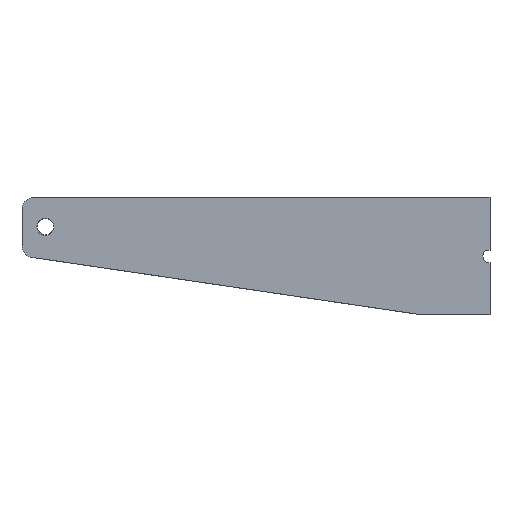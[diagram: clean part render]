
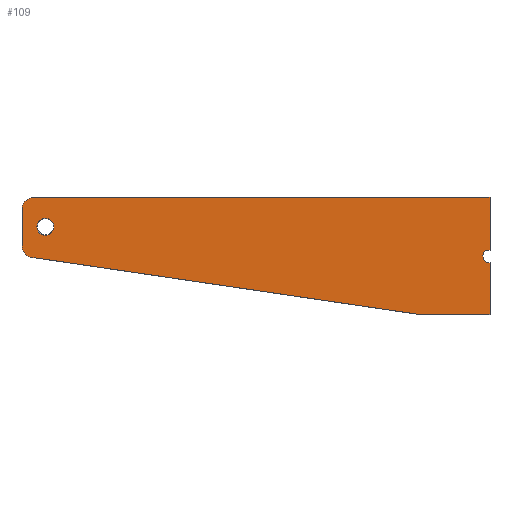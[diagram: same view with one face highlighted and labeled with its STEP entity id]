
A CAD part, top view. The second image highlights one B-rep face of the part: STEP entity #109.
In plain terms, the highlighted planar face has unit normal (0, 0, 1).
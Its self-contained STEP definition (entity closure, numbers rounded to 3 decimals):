
#6 = EDGE_CURVE ( 'NONE', #727, #1111, #566, .T. ) ;
#17 = CARTESIAN_POINT ( 'NONE',  ( -0.635, -4.318, 20. ) ) ;
#29 = DIRECTION ( 'NONE',  ( 0., -1., 0. ) ) ;
#38 = CIRCLE ( 'NONE', #1094, 3. ) ;
#45 = CARTESIAN_POINT ( 'NONE',  ( 0., 0., 20. ) ) ;
#46 = EDGE_CURVE ( 'NONE', #67, #740, #708, .T. ) ;
#55 = ORIENTED_EDGE ( 'NONE', *, *, #61, .F. ) ;
#58 = VERTEX_POINT ( 'NONE', #1069 ) ;
#61 = EDGE_CURVE ( 'NONE', #58, #885, #370, .T. ) ;
#67 = VERTEX_POINT ( 'NONE', #622 ) ;
#70 = CARTESIAN_POINT ( 'NONE',  ( -195., 50., 20. ) ) ;
#91 = EDGE_CURVE ( 'NONE', #894, #903, #815, .T. ) ;
#99 = VERTEX_POINT ( 'NONE', #472 ) ;
#101 = CARTESIAN_POINT ( 'NONE',  ( -200., 45., 20. ) ) ;
#106 = DIRECTION ( 'NONE',  ( 0., 0., 1. ) ) ;
#109 = ADVANCED_FACE ( 'NONE', ( #634, #886 ), #822, .T. ) ;
#110 = EDGE_CURVE ( 'NONE', #58, #903, #428, .T. ) ;
#114 = CARTESIAN_POINT ( 'NONE',  ( -200., 0., 20. ) ) ;
#116 = DIRECTION ( 'NONE',  ( 0., 0., 1. ) ) ;
#168 = DIRECTION ( 'NONE',  ( 1., 0., 0. ) ) ;
#201 = EDGE_CURVE ( 'NONE', #99, #439, #38, .T. ) ;
#222 = ORIENTED_EDGE ( 'NONE', *, *, #1075, .F. ) ;
#239 = LINE ( 'NONE', #590, #487 ) ;
#254 = EDGE_CURVE ( 'NONE', #439, #67, #887, .T. ) ;
#272 = DIRECTION ( 'NONE',  ( 0., 1., 0. ) ) ;
#282 = DIRECTION ( 'NONE',  ( -0.989, 0.145, 0. ) ) ;
#311 = CARTESIAN_POINT ( 'NONE',  ( -195., 29.318, 20. ) ) ;
#313 = DIRECTION ( 'NONE',  ( 0., 0., 1. ) ) ;
#345 = ORIENTED_EDGE ( 'NONE', *, *, #733, .T. ) ;
#364 = DIRECTION ( 'NONE',  ( 1., 0., 0. ) ) ;
#370 = LINE ( 'NONE', #114, #868 ) ;
#387 = ORIENTED_EDGE ( 'NONE', *, *, #201, .F. ) ;
#394 = DIRECTION ( 'NONE',  ( 0., 0., 1. ) ) ;
#428 = CIRCLE ( 'NONE', #502, 5. ) ;
#439 = VERTEX_POINT ( 'NONE', #1070 ) ;
#453 = DIRECTION ( 'NONE',  ( 1., 0., 0. ) ) ;
#458 = CARTESIAN_POINT ( 'NONE',  ( 0., 0., 20. ) ) ;
#472 = CARTESIAN_POINT ( 'NONE',  ( -1.658, 27.5, 20. ) ) ;
#474 = CARTESIAN_POINT ( 'NONE',  ( 0., 27.5, 20. ) ) ;
#487 = VECTOR ( 'NONE', #942, 1000. ) ;
#502 = AXIS2_PLACEMENT_3D ( 'NONE', #311, #394, #660 ) ;
#506 = AXIS2_PLACEMENT_3D ( 'NONE', #771, #1117, #1065 ) ;
#552 = CARTESIAN_POINT ( 'NONE',  ( -193.625, 37.5, 20. ) ) ;
#554 = CARTESIAN_POINT ( 'NONE',  ( -190., 37.5, 20. ) ) ;
#566 = LINE ( 'NONE', #736, #957 ) ;
#568 = LINE ( 'NONE', #474, #595 ) ;
#576 = AXIS2_PLACEMENT_3D ( 'NONE', #918, #938, #1102 ) ;
#578 = ORIENTED_EDGE ( 'NONE', *, *, #951, .T. ) ;
#580 = EDGE_CURVE ( 'NONE', #894, #740, #239, .T. ) ;
#590 = CARTESIAN_POINT ( 'NONE',  ( 0., 0., 20. ) ) ;
#595 = VECTOR ( 'NONE', #731, 1000. ) ;
#599 = EDGE_LOOP ( 'NONE', ( #870, #222 ) ) ;
#611 = EDGE_LOOP ( 'NONE', ( #787, #578, #55, #667, #790, #881, #755, #1003, #387, #769, #345 ) ) ;
#622 = CARTESIAN_POINT ( 'NONE',  ( 0., 22., 20. ) ) ;
#634 = FACE_BOUND ( 'NONE', #599, .T. ) ;
#647 = CARTESIAN_POINT ( 'NONE',  ( 0., 27.5, 20. ) ) ;
#658 = VERTEX_POINT ( 'NONE', #726 ) ;
#660 = DIRECTION ( 'NONE',  ( 1., 0., 0. ) ) ;
#667 = ORIENTED_EDGE ( 'NONE', *, *, #110, .T. ) ;
#680 = DIRECTION ( 'NONE',  ( 0., 1., 0. ) ) ;
#707 = VERTEX_POINT ( 'NONE', #552 ) ;
#708 = LINE ( 'NONE', #458, #850 ) ;
#718 = CARTESIAN_POINT ( 'NONE',  ( 0., 50., 20. ) ) ;
#726 = CARTESIAN_POINT ( 'NONE',  ( -186.375, 37.5, 20. ) ) ;
#727 = VERTEX_POINT ( 'NONE', #70 ) ;
#731 = DIRECTION ( 'NONE',  ( 1., 0., 0. ) ) ;
#733 = EDGE_CURVE ( 'NONE', #1092, #1111, #849, .T. ) ;
#736 = CARTESIAN_POINT ( 'NONE',  ( 0., 50., 20. ) ) ;
#740 = VERTEX_POINT ( 'NONE', #1113 ) ;
#745 = CARTESIAN_POINT ( 'NONE',  ( 0., 0., 20. ) ) ;
#755 = ORIENTED_EDGE ( 'NONE', *, *, #46, .F. ) ;
#759 = CIRCLE ( 'NONE', #1055, 5. ) ;
#769 = ORIENTED_EDGE ( 'NONE', *, *, #1050, .T. ) ;
#771 = CARTESIAN_POINT ( 'NONE',  ( -190., 37.5, 20. ) ) ;
#775 = CARTESIAN_POINT ( 'NONE',  ( -30., 0., 20. ) ) ;
#787 = ORIENTED_EDGE ( 'NONE', *, *, #6, .F. ) ;
#788 = CARTESIAN_POINT ( 'NONE',  ( -195.727, 24.372, 20. ) ) ;
#790 = ORIENTED_EDGE ( 'NONE', *, *, #91, .F. ) ;
#815 = LINE ( 'NONE', #17, #1033 ) ;
#822 = PLANE ( 'NONE',  #940 ) ;
#841 = CARTESIAN_POINT ( 'NONE',  ( 0., 25., 20. ) ) ;
#844 = EDGE_CURVE ( 'NONE', #658, #707, #923, .T. ) ;
#849 = LINE ( 'NONE', #745, #872 ) ;
#850 = VECTOR ( 'NONE', #29, 1000. ) ;
#868 = VECTOR ( 'NONE', #272, 1000. ) ;
#870 = ORIENTED_EDGE ( 'NONE', *, *, #844, .F. ) ;
#872 = VECTOR ( 'NONE', #680, 1000. ) ;
#874 = CARTESIAN_POINT ( 'NONE',  ( -195., 45., 20. ) ) ;
#881 = ORIENTED_EDGE ( 'NONE', *, *, #580, .T. ) ;
#885 = VERTEX_POINT ( 'NONE', #101 ) ;
#886 = FACE_OUTER_BOUND ( 'NONE', #611, .T. ) ;
#887 = CIRCLE ( 'NONE', #576, 3. ) ;
#894 = VERTEX_POINT ( 'NONE', #775 ) ;
#903 = VERTEX_POINT ( 'NONE', #788 ) ;
#908 = CIRCLE ( 'NONE', #1017, 3.625 ) ;
#918 = CARTESIAN_POINT ( 'NONE',  ( 0., 25., 20. ) ) ;
#923 = CIRCLE ( 'NONE', #506, 3.625 ) ;
#938 = DIRECTION ( 'NONE',  ( 0., 0., 1. ) ) ;
#940 = AXIS2_PLACEMENT_3D ( 'NONE', #45, #106, #453 ) ;
#942 = DIRECTION ( 'NONE',  ( 1., 0., 0. ) ) ;
#951 = EDGE_CURVE ( 'NONE', #727, #885, #759, .T. ) ;
#956 = DIRECTION ( 'NONE',  ( 0., 0., 1. ) ) ;
#957 = VECTOR ( 'NONE', #364, 1000. ) ;
#986 = DIRECTION ( 'NONE',  ( 1., 0., 0. ) ) ;
#1003 = ORIENTED_EDGE ( 'NONE', *, *, #254, .F. ) ;
#1017 = AXIS2_PLACEMENT_3D ( 'NONE', #554, #116, #986 ) ;
#1033 = VECTOR ( 'NONE', #282, 1000. ) ;
#1050 = EDGE_CURVE ( 'NONE', #99, #1092, #568, .T. ) ;
#1055 = AXIS2_PLACEMENT_3D ( 'NONE', #874, #956, #168 ) ;
#1065 = DIRECTION ( 'NONE',  ( 1., 0., 0. ) ) ;
#1069 = CARTESIAN_POINT ( 'NONE',  ( -200., 29.318, 20. ) ) ;
#1070 = CARTESIAN_POINT ( 'NONE',  ( -3., 25., 20. ) ) ;
#1075 = EDGE_CURVE ( 'NONE', #707, #658, #908, .T. ) ;
#1092 = VERTEX_POINT ( 'NONE', #647 ) ;
#1094 = AXIS2_PLACEMENT_3D ( 'NONE', #841, #313, #1112 ) ;
#1102 = DIRECTION ( 'NONE',  ( 1., 0., 0. ) ) ;
#1111 = VERTEX_POINT ( 'NONE', #718 ) ;
#1112 = DIRECTION ( 'NONE',  ( 1., 0., 0. ) ) ;
#1113 = CARTESIAN_POINT ( 'NONE',  ( 0., 0., 20. ) ) ;
#1117 = DIRECTION ( 'NONE',  ( 0., 0., 1. ) ) ;
